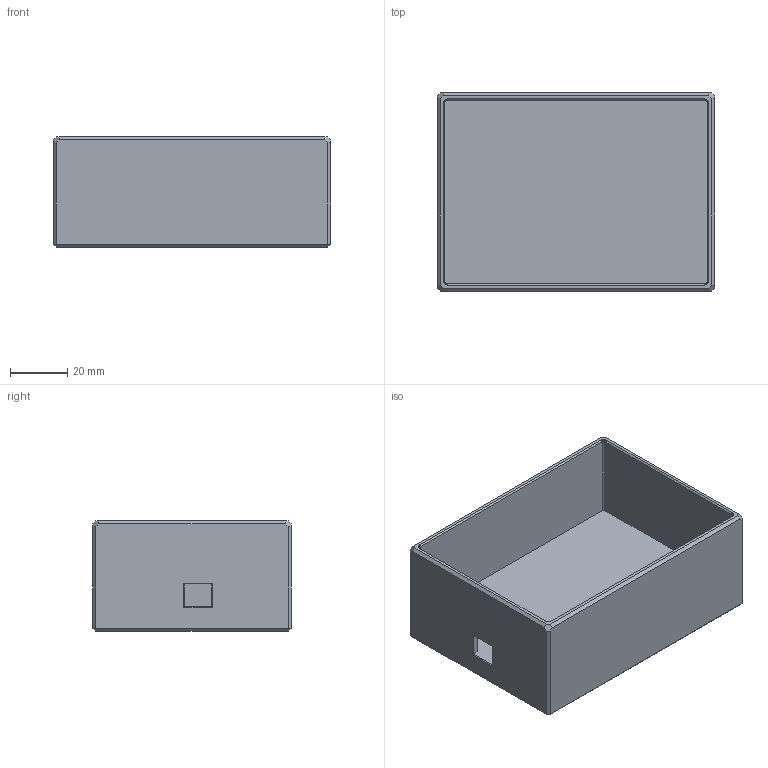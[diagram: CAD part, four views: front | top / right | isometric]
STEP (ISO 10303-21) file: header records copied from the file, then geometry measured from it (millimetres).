
FILE_DESCRIPTION(/* description */ ('','CAx-IF Rec.Pracs.---Representation and Presentation of Product Manufacturing Information (PMI)---4.0---2014-10-13'),/* implementation_level */ '2;1');
FILE_NAME(/* name */ 'diy-iaq-v01.step',/* time_stamp */ '2025-04-02T09:58:27-07:00',/* author */ (''),/* organization */ (''),/* preprocessor_version */ 'ST-DEVELOPER v20',/* originating_system */ 'Autodesk Translation Framework v13.20.0.188',/* authorisation */ '');
FILE_SCHEMA (('AP242_MANAGED_MODEL_BASED_3D_ENGINEERING_MIM_LF { 1 0 10303 442 1 1 4 }'));
Length unit declared in the file: millimetre
Products named in the file (1): iaq-housing-v1
Bounding box: 96.7 x 69.2 x 38.5 mm (x, y, z)
Volume: 81314.2 mm3; surface area: 34803.1 mm2
Topology: 1 solids, 1 shells, 73 faces, 187 edges, 116 vertices
Faces by surface type: plane 42, bspline 24, cylinder 7
Entity records: 3042 total; most frequent: CARTESIAN_POINT 1337, ORIENTED_EDGE 374, DIRECTION 295, EDGE_CURVE 187, LINE 131, VECTOR 131, VERTEX_POINT 116, AXIS2_PLACEMENT_3D 82
